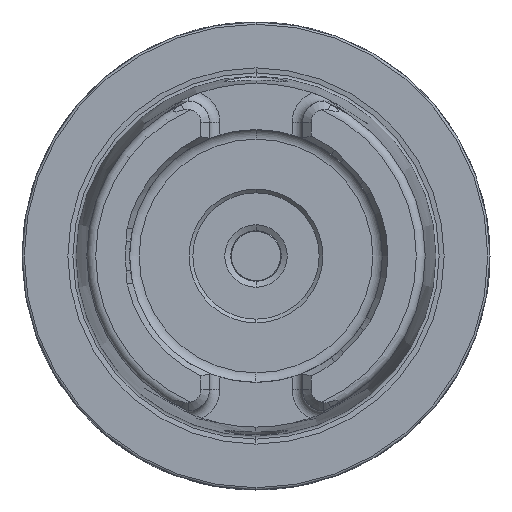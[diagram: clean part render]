
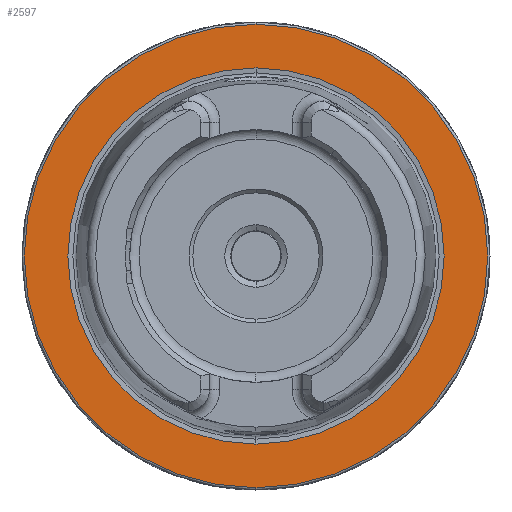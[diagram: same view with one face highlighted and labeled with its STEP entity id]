
A CAD part, left-side view. The second image highlights one B-rep face of the part: STEP entity #2597.
In plain terms, the highlighted planar face has unit normal (-1, 0, 0).
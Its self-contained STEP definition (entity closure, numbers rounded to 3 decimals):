
#2230 = EDGE_CURVE ( 'NONE', #11927, #11929, #5056, .T. ) ;
#2231 = EDGE_CURVE ( 'NONE', #11924, #11921, #5059, .T. ) ;
#2597 = ADVANCED_FACE ( 'NONE', ( #11007, #11001 ), #11000, .F. ) ;
#4899 = ORIENTED_EDGE ( 'NONE', *, *, #2231, .F. ) ;
#4900 = ORIENTED_EDGE ( 'NONE', *, *, #12253, .F. ) ;
#4902 = ORIENTED_EDGE ( 'NONE', *, *, #12257, .T. ) ;
#4903 = ORIENTED_EDGE ( 'NONE', *, *, #2230, .T. ) ;
#5056 = CIRCLE ( 'NONE', #5057, 31.2 ) ;
#5057 = AXIS2_PLACEMENT_3D ( 'NONE', #8121, #8118, #8124 ) ;
#5059 = CIRCLE ( 'NONE', #5060, 25.324 ) ;
#5060 = AXIS2_PLACEMENT_3D ( 'NONE', #8113, #8111, #8108 ) ;
#5695 = AXIS2_PLACEMENT_3D ( 'NONE', #11003, #11005, #10998 ) ;
#7625 = CIRCLE ( 'NONE', #7626, 25.324 ) ;
#7626 = AXIS2_PLACEMENT_3D ( 'NONE', #8430, #8431, #8432 ) ;
#7632 = CIRCLE ( 'NONE', #7639, 31.2 ) ;
#7639 = AXIS2_PLACEMENT_3D ( 'NONE', #8440, #8441, #8442 ) ;
#8108 = DIRECTION ( 'NONE',  ( 0., 0., 1. ) ) ;
#8111 = DIRECTION ( 'NONE',  ( -1., 0., 0. ) ) ;
#8113 = CARTESIAN_POINT ( 'NONE',  ( 0., 0., 0. ) ) ;
#8118 = DIRECTION ( 'NONE',  ( -1., 0., 0. ) ) ;
#8121 = CARTESIAN_POINT ( 'NONE',  ( 0., 0., 0. ) ) ;
#8124 = DIRECTION ( 'NONE',  ( 0., 0., 1. ) ) ;
#8304 = CARTESIAN_POINT ( 'NONE',  ( 0., 0., -25.324 ) ) ;
#8307 = CARTESIAN_POINT ( 'NONE',  ( 0., 0., 25.324 ) ) ;
#8310 = CARTESIAN_POINT ( 'NONE',  ( 0., 0., -31.2 ) ) ;
#8312 = CARTESIAN_POINT ( 'NONE',  ( 0., 0., 31.2 ) ) ;
#8430 = CARTESIAN_POINT ( 'NONE',  ( 0., 0., 0. ) ) ;
#8431 = DIRECTION ( 'NONE',  ( -1., 0., 0. ) ) ;
#8432 = DIRECTION ( 'NONE',  ( 0., 0., 1. ) ) ;
#8440 = CARTESIAN_POINT ( 'NONE',  ( 0., 0., 0. ) ) ;
#8441 = DIRECTION ( 'NONE',  ( -1., 0., 0. ) ) ;
#8442 = DIRECTION ( 'NONE',  ( 0., 0., 1. ) ) ;
#10998 = DIRECTION ( 'NONE',  ( 0., 0., -1. ) ) ;
#11000 = PLANE ( 'NONE',  #5695 ) ;
#11001 = FACE_OUTER_BOUND ( 'NONE', #13419, .T. ) ;
#11003 = CARTESIAN_POINT ( 'NONE',  ( 0., 31.2, 0. ) ) ;
#11005 = DIRECTION ( 'NONE',  ( 1., 0., 0. ) ) ;
#11007 = FACE_BOUND ( 'NONE', #13418, .T. ) ;
#11921 = VERTEX_POINT ( 'NONE', #8304 ) ;
#11924 = VERTEX_POINT ( 'NONE', #8307 ) ;
#11927 = VERTEX_POINT ( 'NONE', #8310 ) ;
#11929 = VERTEX_POINT ( 'NONE', #8312 ) ;
#12253 = EDGE_CURVE ( 'NONE', #11921, #11924, #7625, .T. ) ;
#12257 = EDGE_CURVE ( 'NONE', #11929, #11927, #7632, .T. ) ;
#13418 = EDGE_LOOP ( 'NONE', ( #4899, #4900 ) ) ;
#13419 = EDGE_LOOP ( 'NONE', ( #4902, #4903 ) ) ;
